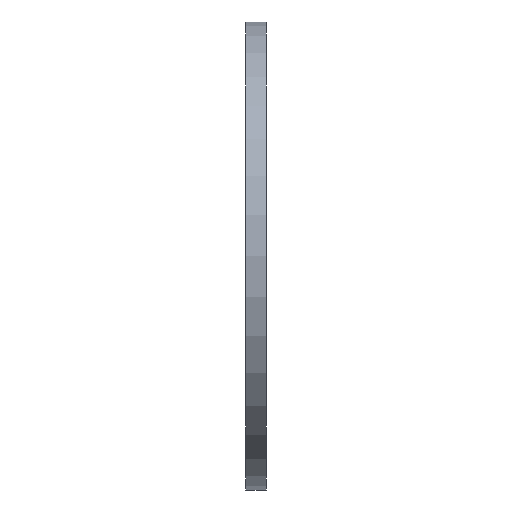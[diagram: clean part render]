
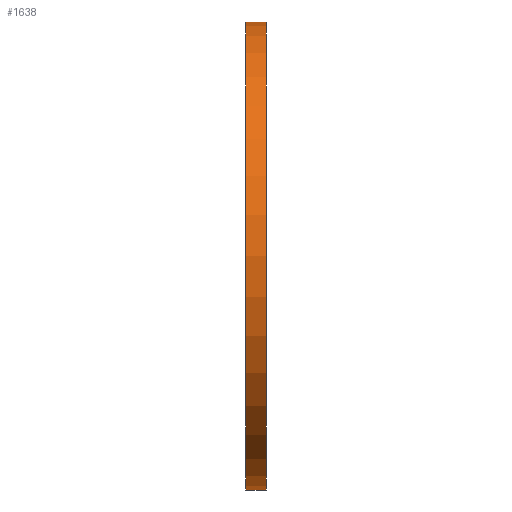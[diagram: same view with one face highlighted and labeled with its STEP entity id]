
A CAD part, left-side view. The second image highlights one B-rep face of the part: STEP entity #1638.
In plain terms, the highlighted cylindrical face has radius 17.5 mm (diameter 35 mm), a partial arc.
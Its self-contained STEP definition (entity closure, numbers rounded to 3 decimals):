
#604 = AXIS2_PLACEMENT_3D ( 'NONE', #995, #8756, #2198 ) ;
#632 = DIRECTION ( 'NONE',  ( 0., -1., 0. ) ) ;
#995 = CARTESIAN_POINT ( 'NONE',  ( 0., 1.5, 0. ) ) ;
#1073 = AXIS2_PLACEMENT_3D ( 'NONE', #10210, #10261, #12336 ) ;
#1173 = CYLINDRICAL_SURFACE ( 'NONE', #604, 17.5 ) ;
#1353 = FACE_OUTER_BOUND ( 'NONE', #8769, .T. ) ;
#1638 = ADVANCED_FACE ( 'NONE', ( #1353 ), #1173, .T. ) ;
#2198 = DIRECTION ( 'NONE',  ( 0., 0., -1. ) ) ;
#2203 = DIRECTION ( 'NONE',  ( 0., -1., 0. ) ) ;
#2460 = CARTESIAN_POINT ( 'NONE',  ( 0., 1.5, 17.5 ) ) ;
#3062 = CARTESIAN_POINT ( 'NONE',  ( 0., 0., 0. ) ) ;
#3144 = EDGE_CURVE ( 'NONE', #13306, #11457, #11856, .T. ) ;
#3324 = EDGE_CURVE ( 'NONE', #13040, #9180, #8389, .T. ) ;
#4192 = EDGE_CURVE ( 'NONE', #9180, #11457, #5488, .T. ) ;
#4222 = ORIENTED_EDGE ( 'NONE', *, *, #3324, .F. ) ;
#4281 = CARTESIAN_POINT ( 'NONE',  ( 0., 0., -17.5 ) ) ;
#4486 = AXIS2_PLACEMENT_3D ( 'NONE', #3062, #7535, #10759 ) ;
#5488 = LINE ( 'NONE', #10079, #7720 ) ;
#6202 = CARTESIAN_POINT ( 'NONE',  ( 0., 1.5, -17.5 ) ) ;
#6685 = ORIENTED_EDGE ( 'NONE', *, *, #3144, .T. ) ;
#6810 = ORIENTED_EDGE ( 'NONE', *, *, #13190, .T. ) ;
#7535 = DIRECTION ( 'NONE',  ( 0., 1., 0. ) ) ;
#7720 = VECTOR ( 'NONE', #2203, 1000. ) ;
#8389 = CIRCLE ( 'NONE', #1073, 17.5 ) ;
#8756 = DIRECTION ( 'NONE',  ( 0., -1., 0. ) ) ;
#8769 = EDGE_LOOP ( 'NONE', ( #14090, #4222, #6810, #6685 ) ) ;
#9180 = VERTEX_POINT ( 'NONE', #2460 ) ;
#10079 = CARTESIAN_POINT ( 'NONE',  ( 0., 1.5, 17.5 ) ) ;
#10210 = CARTESIAN_POINT ( 'NONE',  ( 0., 1.5, 0. ) ) ;
#10261 = DIRECTION ( 'NONE',  ( 0., 1., 0. ) ) ;
#10759 = DIRECTION ( 'NONE',  ( 0., 0., 1. ) ) ;
#11457 = VERTEX_POINT ( 'NONE', #12835 ) ;
#11785 = LINE ( 'NONE', #6202, #12994 ) ;
#11856 = CIRCLE ( 'NONE', #4486, 17.5 ) ;
#12336 = DIRECTION ( 'NONE',  ( 0., 0., 1. ) ) ;
#12835 = CARTESIAN_POINT ( 'NONE',  ( 0., 0., 17.5 ) ) ;
#12994 = VECTOR ( 'NONE', #632, 1000. ) ;
#13040 = VERTEX_POINT ( 'NONE', #13206 ) ;
#13190 = EDGE_CURVE ( 'NONE', #13040, #13306, #11785, .T. ) ;
#13206 = CARTESIAN_POINT ( 'NONE',  ( 0., 1.5, -17.5 ) ) ;
#13306 = VERTEX_POINT ( 'NONE', #4281 ) ;
#14090 = ORIENTED_EDGE ( 'NONE', *, *, #4192, .F. ) ;
